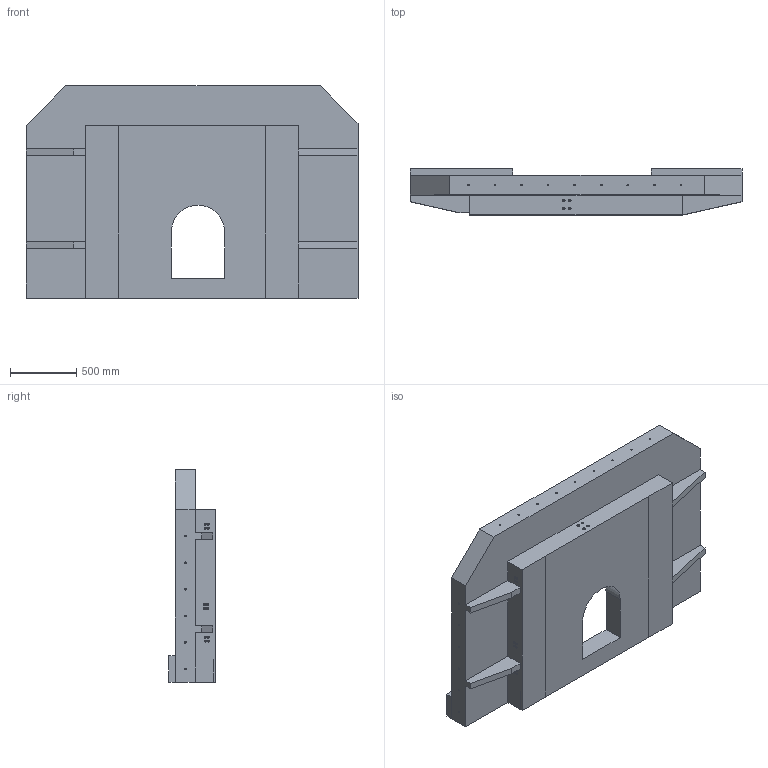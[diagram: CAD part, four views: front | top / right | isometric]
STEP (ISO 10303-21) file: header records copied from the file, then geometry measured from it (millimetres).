
FILE_DESCRIPTION (( 'STEP AP203' ), '1' );
FILE_NAME ('Granite_MONTAGE PALIER A AIR_sldprt.STEP', '2018-04-10T07:32:00', ( '' ), ( '' ), 'SwSTEP 2.0', 'SolidWorks 2017', '' );
FILE_SCHEMA (( 'CONFIG_CONTROL_DESIGN' ));
Length unit declared in the file: millimetre
Products named in the file (1): Granite_MONTAGE PALIER A AIR_sldprt
Bounding box: 2500 x 350 x 1600 mm (x, y, z)
Volume: 720566320.6 mm3; surface area: 11519719.8 mm2
Topology: 87 solids, 87 shells, 908 faces, 1854 edges, 1159 vertices
Faces by surface type: cylinder 504, plane 310, cone 94
Entity records: 23581 total; most frequent: DIRECTION 4586, CARTESIAN_POINT 3828, ORIENTED_EDGE 3520, AXIS2_PLACEMENT_3D 1917, EDGE_CURVE 1760, VERTEX_POINT 1159, EDGE_LOOP 1115, CIRCLE 1008
